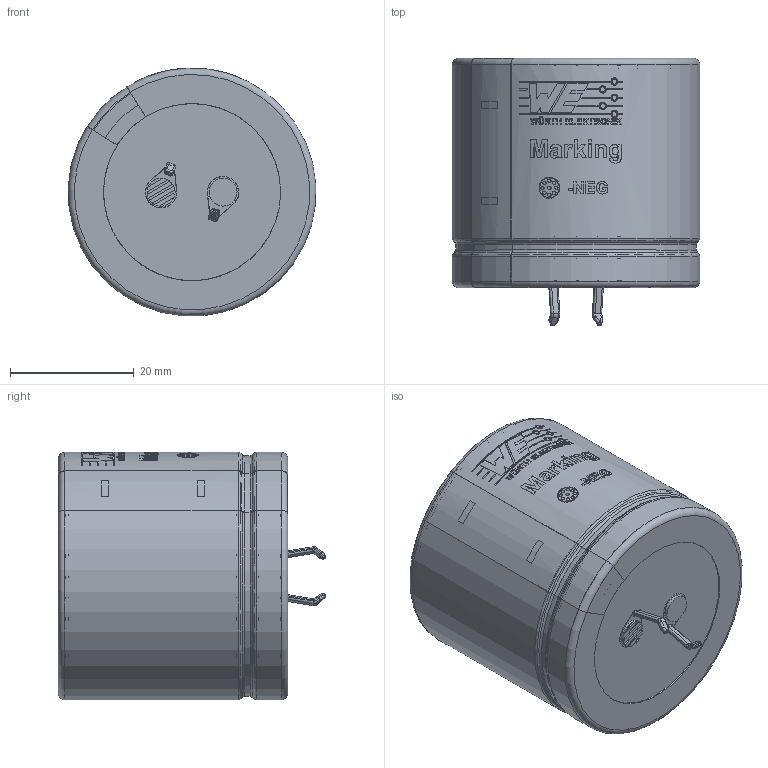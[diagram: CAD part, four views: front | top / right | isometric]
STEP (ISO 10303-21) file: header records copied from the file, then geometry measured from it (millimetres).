
FILE_DESCRIPTION( ( 'Unknown' ), '1' );
FILE_NAME( '40x37.stp', 'Unknown', ( 'Unknown' ), ( 'Unknown' ), 'PSStep 16.0.42', 'Unknown', ' ' );
FILE_SCHEMA( ( 'AUTOMOTIVE_DESIGN { 1 0 10303 214 1 1 1 1 }' ) );
Length unit declared in the file: millimetre
Products named in the file (2): 1; 2
Bounding box: 39.93 x 43.14 x 39.94 mm (x, y, z)
Volume: 45177.8 mm3; surface area: 20752 mm2
Topology: 2 solids, 3 shells, 603 faces, 1514 edges, 973 vertices
Faces by surface type: plane 309, cylinder 126, bspline 120, torus 32, sphere 16
Full cylindrical faces by diameter (mm): 4.5 x2, 28.571 x1, 29.714 x1, 33.143 x1, 37.714 x1, 38.286 x1, 38.52 x1, 39.58 x2, 39.6 x2
Entity records: 26041 total; most frequent: CARTESIAN_POINT 9294, ORIENTED_EDGE 2920, DIRECTION 1568, EDGE_CURVE 1460, B_SPLINE_CURVE_WITH_KNOTS 1047, VERTEX_POINT 965, EDGE_LOOP 707, AXIS2_PLACEMENT_3D 670
